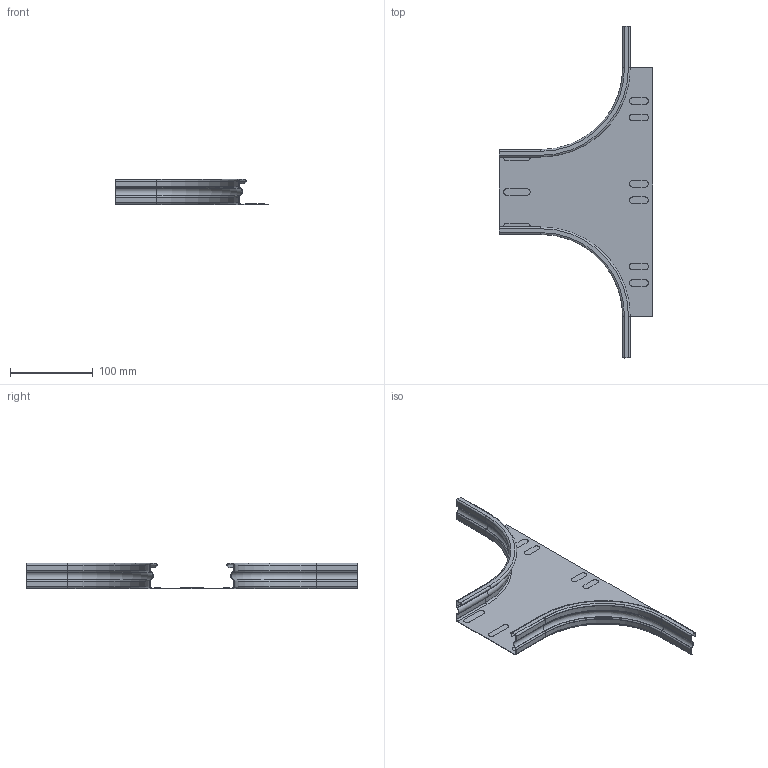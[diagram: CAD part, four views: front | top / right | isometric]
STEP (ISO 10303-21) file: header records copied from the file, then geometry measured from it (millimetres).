
FILE_DESCRIPTION(/* description */ (''),/* implementation_level */ '2;1');
FILE_NAME(/* name */ '480109.stp',/* time_stamp */ '2025-12-05T09:38:38+01:00',/* author */ ('mael.lecharpentier'),/* organization */ (''),/* preprocessor_version */ 'ST-DEVELOPER v20',/* originating_system */ 'AutoCAD Mechanical',/* authorisation */ '');
FILE_SCHEMA (('AUTOMOTIVE_DESIGN { 1 0 10303 214 3 1 1 }'));
Length unit declared in the file: millimetre
Products named in the file (1): Product
Bounding box: 185 x 401 x 30.6 mm (x, y, z)
Volume: 32022.9 mm3; surface area: 111010.5 mm2
Topology: 1 solids, 19 shells, 146 faces, 378 edges, 252 vertices
Faces by surface type: plane 60, cylinder 56, torus 24, cone 6
Entity records: 4521 total; most frequent: DIRECTION 848, CARTESIAN_POINT 777, ORIENTED_EDGE 684, EDGE_CURVE 378, AXIS2_PLACEMENT_3D 323, VERTEX_POINT 252, LINE 202, VECTOR 202
